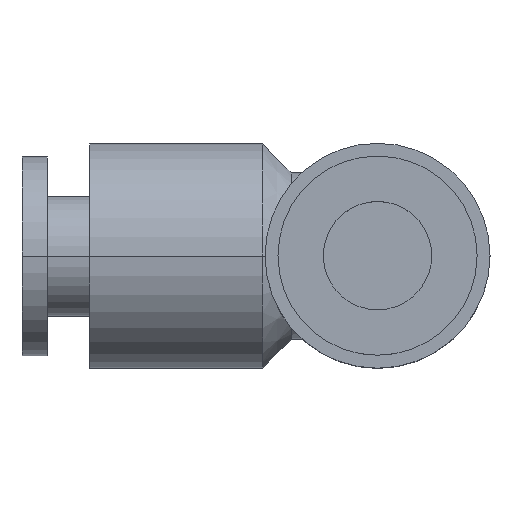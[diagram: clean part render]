
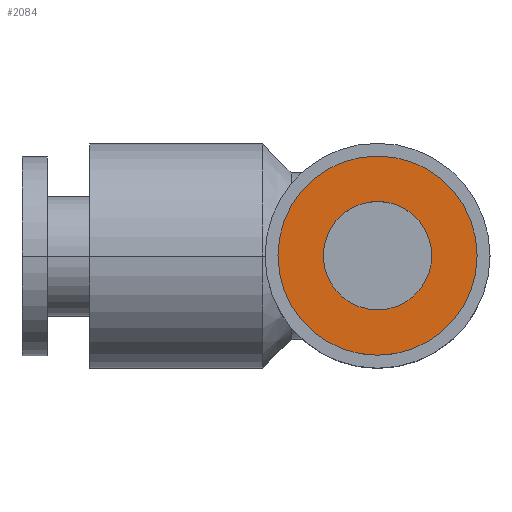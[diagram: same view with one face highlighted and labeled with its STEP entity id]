
A CAD part, top view. The second image highlights one B-rep face of the part: STEP entity #2084.
In plain terms, the highlighted planar face has unit normal (0, 0, 1).
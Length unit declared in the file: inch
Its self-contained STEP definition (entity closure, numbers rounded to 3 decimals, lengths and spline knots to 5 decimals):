
#1926=CARTESIAN_POINT('',(0.236,0.0,1.751));
#1927=VERTEX_POINT('',#1926);
#1943=CARTESIAN_POINT('',(-0.236,0.,1.751));
#1944=VERTEX_POINT('',#1943);
#1951=CARTESIAN_POINT('',(0.,0.0,1.751));
#1952=DIRECTION('',(0.0,0.0,1.0));
#1953=DIRECTION('',(1.0,0.0,0.0));
#1954=AXIS2_PLACEMENT_3D('',#1951,#1952,#1953);
#1955=CIRCLE('',#1954,0.236);
#1956=EDGE_CURVE('',#1927,#1944,#1955,.T.);
#1966=CARTESIAN_POINT('',(0.1285,0.0,1.751));
#1967=VERTEX_POINT('',#1966);
#1976=CARTESIAN_POINT('',(-0.1285,0.,1.751));
#1977=VERTEX_POINT('',#1976);
#1978=CARTESIAN_POINT('',(0.,0.0,1.751));
#1979=DIRECTION('',(0.0,0.0,-1.0));
#1980=DIRECTION('',(1.0,0.0,0.0));
#1981=AXIS2_PLACEMENT_3D('',#1978,#1979,#1980);
#1982=CIRCLE('',#1981,0.1285);
#1983=EDGE_CURVE('',#1977,#1967,#1982,.T.);
#2017=CARTESIAN_POINT('',(0.,0.0,1.751));
#2018=DIRECTION('',(0.0,0.0,-1.0));
#2019=DIRECTION('',(1.0,0.0,0.0));
#2020=AXIS2_PLACEMENT_3D('',#2017,#2018,#2019);
#2021=CIRCLE('',#2020,0.1285);
#2022=EDGE_CURVE('',#1967,#1977,#2021,.T.);
#2059=CARTESIAN_POINT('',(0.,0.0,1.751));
#2060=DIRECTION('',(0.0,0.0,1.0));
#2061=DIRECTION('',(1.0,0.0,0.0));
#2062=AXIS2_PLACEMENT_3D('',#2059,#2060,#2061);
#2063=CIRCLE('',#2062,0.236);
#2064=EDGE_CURVE('',#1944,#1927,#2063,.T.);
#2071=CARTESIAN_POINT('',(0.,0.0,1.751));
#2072=DIRECTION('',(0.0,0.0,1.0));
#2073=DIRECTION('',(1.0,0.0,0.0));
#2074=AXIS2_PLACEMENT_3D('',#2071,#2072,#2073);
#2075=PLANE('',#2074);
#2076=ORIENTED_EDGE('',*,*,#1956,.T.);
#2077=ORIENTED_EDGE('',*,*,#2064,.T.);
#2078=EDGE_LOOP('',(#2076,#2077));
#2079=FACE_OUTER_BOUND('',#2078,.T.);
#2080=ORIENTED_EDGE('',*,*,#2022,.T.);
#2081=ORIENTED_EDGE('',*,*,#1983,.T.);
#2082=EDGE_LOOP('',(#2080,#2081));
#2083=FACE_BOUND('',#2082,.T.);
#2084=ADVANCED_FACE('',(#2079,#2083),#2075,.T.);
